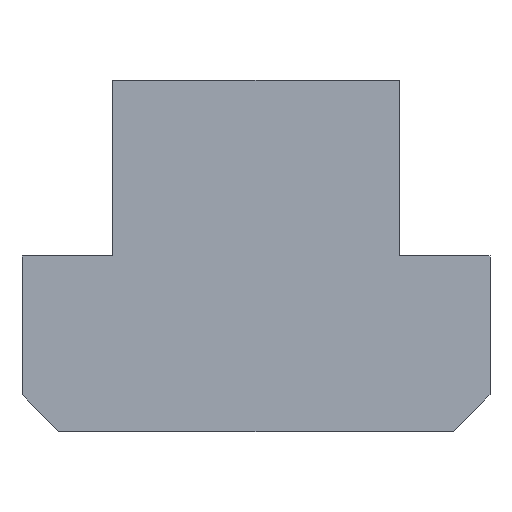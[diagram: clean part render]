
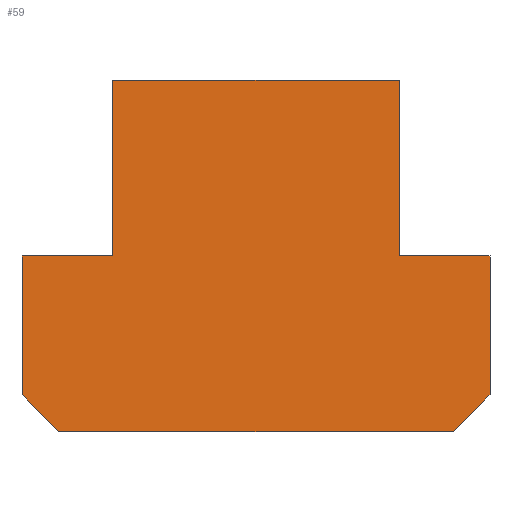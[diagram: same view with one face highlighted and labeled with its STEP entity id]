
A CAD part, front view. The second image highlights one B-rep face of the part: STEP entity #59.
In plain terms, the highlighted planar face has unit normal (0.707, -0.707, 0).
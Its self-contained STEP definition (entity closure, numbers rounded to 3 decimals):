
#59=ADVANCED_FACE('',(#119),#120,.F.);
#119=FACE_OUTER_BOUND('',#177,.T.);
#120=PLANE('',#178);
#177=EDGE_LOOP('',(#280,#281,#282,#283,#284,#285,#286,#287,#288,#289));
#178=AXIS2_PLACEMENT_3D('',#290,#291,#292);
#280=ORIENTED_EDGE('',*,*,#392,.F.);
#281=ORIENTED_EDGE('',*,*,#393,.F.);
#282=ORIENTED_EDGE('',*,*,#389,.F.);
#283=ORIENTED_EDGE('',*,*,#363,.F.);
#284=ORIENTED_EDGE('',*,*,#352,.F.);
#285=ORIENTED_EDGE('',*,*,#394,.F.);
#286=ORIENTED_EDGE('',*,*,#383,.F.);
#287=ORIENTED_EDGE('',*,*,#395,.F.);
#288=ORIENTED_EDGE('',*,*,#396,.F.);
#289=ORIENTED_EDGE('',*,*,#376,.F.);
#290=CARTESIAN_POINT('',(-16.0,-29.859,-12.0));
#291=DIRECTION('',(-0.707,0.707,0.0));
#292=DIRECTION('',(0.0,0.0,1.0));
#352=EDGE_CURVE('',#412,#413,#414,.T.);
#363=EDGE_CURVE('',#413,#432,#433,.T.);
#376=EDGE_CURVE('',#451,#452,#453,.T.);
#383=EDGE_CURVE('',#462,#463,#464,.T.);
#389=EDGE_CURVE('',#432,#473,#474,.T.);
#392=EDGE_CURVE('',#477,#451,#478,.T.);
#393=EDGE_CURVE('',#473,#477,#479,.T.);
#394=EDGE_CURVE('',#463,#412,#480,.T.);
#395=EDGE_CURVE('',#481,#462,#482,.T.);
#396=EDGE_CURVE('',#452,#481,#483,.T.);
#412=VERTEX_POINT('',#501);
#413=VERTEX_POINT('',#502);
#414=LINE('',#503,#504);
#432=VERTEX_POINT('',#527);
#433=LINE('',#528,#529);
#451=VERTEX_POINT('',#551);
#452=VERTEX_POINT('',#552);
#453=LINE('',#553,#554);
#462=VERTEX_POINT('',#566);
#463=VERTEX_POINT('',#567);
#464=LINE('',#568,#569);
#473=VERTEX_POINT('',#582);
#474=LINE('',#583,#584);
#477=VERTEX_POINT('',#588);
#478=LINE('',#589,#590);
#479=LINE('',#591,#592);
#480=LINE('',#593,#594);
#481=VERTEX_POINT('',#595);
#482=LINE('',#596,#597);
#483=LINE('',#598,#599);
#501=CARTESIAN_POINT('',(16.0,2.141,-9.5));
#502=CARTESIAN_POINT('',(13.5,-0.359,-12.0));
#503=CARTESIAN_POINT('',(3.727,-10.133,-21.773));
#504=VECTOR('',#623,1.0);
#527=CARTESIAN_POINT('',(-13.5,-27.359,-12.0));
#528=CARTESIAN_POINT('',(-1.16,-15.019,-12.0));
#529=VECTOR('',#638,1.0);
#551=CARTESIAN_POINT('',(-9.8,-23.659,0.));
#552=CARTESIAN_POINT('',(-9.8,-23.659,12.0));
#553=CARTESIAN_POINT('',(-9.8,-23.659,-6.));
#554=VECTOR('',#658,1.0);
#566=CARTESIAN_POINT('',(9.8,-4.059,0.));
#567=CARTESIAN_POINT('',(16.0,2.141,0.));
#568=CARTESIAN_POINT('',(-0.535,-14.394,0.));
#569=VECTOR('',#665,1.0);
#582=CARTESIAN_POINT('',(-16.0,-29.859,-9.5));
#583=CARTESIAN_POINT('',(-9.773,-23.633,-15.727));
#584=VECTOR('',#670,1.0);
#588=CARTESIAN_POINT('',(-16.0,-29.859,0.));
#589=CARTESIAN_POINT('',(-8.535,-22.394,0.));
#590=VECTOR('',#672,1.0);
#591=CARTESIAN_POINT('',(-16.0,-29.859,-10.75));
#592=VECTOR('',#673,1.0);
#593=CARTESIAN_POINT('',(16.0,2.141,-10.75));
#594=VECTOR('',#674,1.0);
#595=CARTESIAN_POINT('',(9.8,-4.059,12.0));
#596=CARTESIAN_POINT('',(9.8,-4.059,0.));
#597=VECTOR('',#675,1.0);
#598=CARTESIAN_POINT('',(-6.985,-20.844,12.0));
#599=VECTOR('',#676,1.0);
#623=DIRECTION('',(-0.577,-0.577,-0.577));
#638=DIRECTION('',(-0.707,-0.707,0.));
#658=DIRECTION('',(0.0,0.0,1.0));
#665=DIRECTION('',(0.707,0.707,0.));
#670=DIRECTION('',(-0.577,-0.577,0.577));
#672=DIRECTION('',(0.707,0.707,0.));
#673=DIRECTION('',(0.0,0.0,1.0));
#674=DIRECTION('',(0.0,0.0,-1.0));
#675=DIRECTION('',(0.0,0.0,-1.0));
#676=DIRECTION('',(0.707,0.707,0.));
